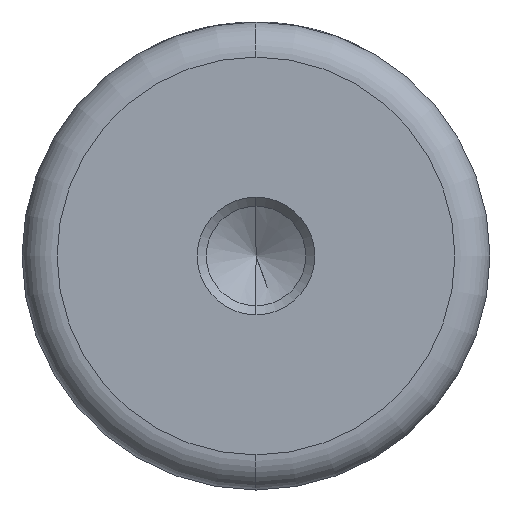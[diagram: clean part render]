
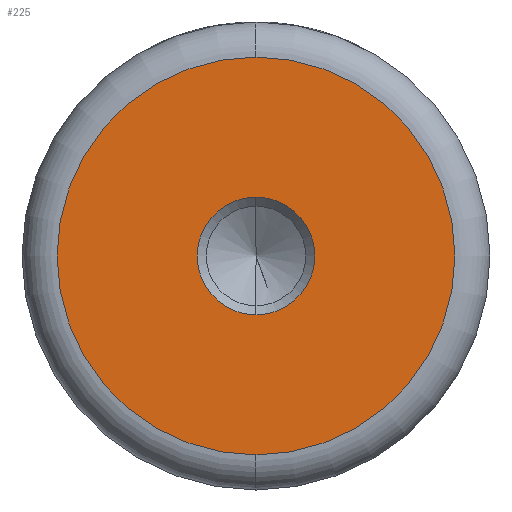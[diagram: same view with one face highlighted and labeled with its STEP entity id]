
A CAD part, left-side view. The second image highlights one B-rep face of the part: STEP entity #225.
In plain terms, the highlighted planar face has unit normal (-1, 0, 0).
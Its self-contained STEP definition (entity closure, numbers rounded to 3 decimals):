
#11 = DIRECTION ( 'NONE',  ( 0., 0., 1. ) ) ;
#12 = FACE_OUTER_BOUND ( 'NONE', #598, .T. ) ;
#15 = FACE_BOUND ( 'NONE', #1022, .T. ) ;
#25 = VERTEX_POINT ( 'NONE', #1006 ) ;
#32 = EDGE_CURVE ( 'NONE', #890, #726, #164, .T. ) ;
#44 = VERTEX_POINT ( 'NONE', #1335 ) ;
#130 = DIRECTION ( 'NONE',  ( -1., 0., 0. ) ) ;
#164 = CIRCLE ( 'NONE', #792, 5.025 ) ;
#165 = CARTESIAN_POINT ( 'NONE',  ( 0., 0., 0. ) ) ;
#166 = AXIS2_PLACEMENT_3D ( 'NONE', #301, #1052, #416 ) ;
#225 = ADVANCED_FACE ( 'NONE', ( #15, #12 ), #1268, .T. ) ;
#291 = DIRECTION ( 'NONE',  ( 0., 0., 1. ) ) ;
#301 = CARTESIAN_POINT ( 'NONE',  ( 0., 0., 0. ) ) ;
#416 = DIRECTION ( 'NONE',  ( 0., 0., 1. ) ) ;
#444 = ORIENTED_EDGE ( 'NONE', *, *, #529, .F. ) ;
#483 = CARTESIAN_POINT ( 'NONE',  ( 0., 0., 0. ) ) ;
#529 = EDGE_CURVE ( 'NONE', #726, #890, #1067, .T. ) ;
#554 = DIRECTION ( 'NONE',  ( -1., 0., 0. ) ) ;
#560 = ORIENTED_EDGE ( 'NONE', *, *, #955, .T. ) ;
#592 = DIRECTION ( 'NONE',  ( 0., 0., 1. ) ) ;
#598 = EDGE_LOOP ( 'NONE', ( #1286, #560 ) ) ;
#726 = VERTEX_POINT ( 'NONE', #744 ) ;
#732 = CIRCLE ( 'NONE', #1415, 17. ) ;
#744 = CARTESIAN_POINT ( 'NONE',  ( 0., 0., 5.025 ) ) ;
#792 = AXIS2_PLACEMENT_3D ( 'NONE', #1350, #130, #11 ) ;
#890 = VERTEX_POINT ( 'NONE', #993 ) ;
#929 = DIRECTION ( 'NONE',  ( -1., 0., 0. ) ) ;
#955 = EDGE_CURVE ( 'NONE', #44, #25, #732, .T. ) ;
#993 = CARTESIAN_POINT ( 'NONE',  ( 0., 0., -5.025 ) ) ;
#998 = CIRCLE ( 'NONE', #1082, 17. ) ;
#1006 = CARTESIAN_POINT ( 'NONE',  ( 0., 0., 17. ) ) ;
#1022 = EDGE_LOOP ( 'NONE', ( #444, #1078 ) ) ;
#1052 = DIRECTION ( 'NONE',  ( -1., 0., 0. ) ) ;
#1067 = CIRCLE ( 'NONE', #1205, 5.025 ) ;
#1078 = ORIENTED_EDGE ( 'NONE', *, *, #32, .F. ) ;
#1082 = AXIS2_PLACEMENT_3D ( 'NONE', #165, #929, #291 ) ;
#1114 = EDGE_CURVE ( 'NONE', #25, #44, #998, .T. ) ;
#1202 = CARTESIAN_POINT ( 'NONE',  ( 0., 0., 0. ) ) ;
#1205 = AXIS2_PLACEMENT_3D ( 'NONE', #1202, #554, #1313 ) ;
#1239 = DIRECTION ( 'NONE',  ( -1., 0., 0. ) ) ;
#1268 = PLANE ( 'NONE',  #166 ) ;
#1286 = ORIENTED_EDGE ( 'NONE', *, *, #1114, .T. ) ;
#1313 = DIRECTION ( 'NONE',  ( 0., 0., 1. ) ) ;
#1335 = CARTESIAN_POINT ( 'NONE',  ( 0., 0., -17. ) ) ;
#1350 = CARTESIAN_POINT ( 'NONE',  ( 0., 0., 0. ) ) ;
#1415 = AXIS2_PLACEMENT_3D ( 'NONE', #483, #1239, #592 ) ;
